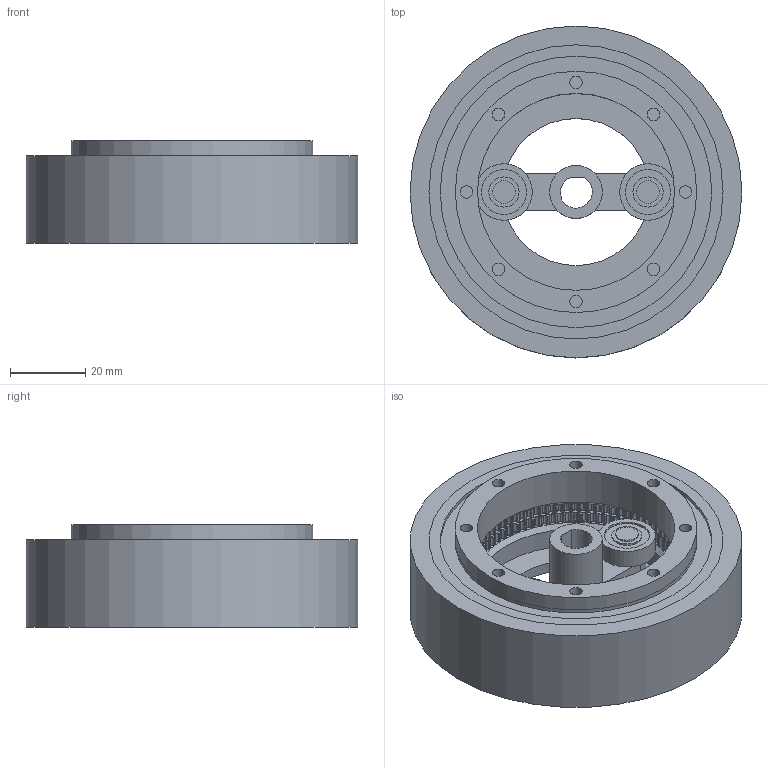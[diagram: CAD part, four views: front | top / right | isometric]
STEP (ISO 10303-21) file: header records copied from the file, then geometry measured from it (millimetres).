
FILE_DESCRIPTION(/* description */ (''),/* implementation_level */ '2;1');
FILE_NAME(/* name */ 'Harmonic_Drive.step',/* time_stamp */ '2023-06-20T21:35:01+02:00',/* author */ (''),/* organization */ (''),/* preprocessor_version */ 'ST-DEVELOPER v19.2',/* originating_system */ 'Autodesk Translation Framework v12.6.0.85',/* authorisation */ '');
FILE_SCHEMA (('AUTOMOTIVE_DESIGN { 1 0 10303 214 3 1 1 }'));
Length unit declared in the file: millimetre
Products named in the file (8): Harmonic_Drive V2; Circular Spline; Komponente4; 6812ZZ Rillenkugellager 60x78x10mm; Wave Generator; 696ZZ Kugellager 6x15x5mm; Case; Fixed Circular Spline
Assembly tree (8 placements, depth 3):
  Harmonic_Drive V2
    Circular Spline
      Komponente4
    6812ZZ Rillenkugellager 60x78x10mm
    Wave Generator
    696ZZ Kugellager 6x15x5mm  x2
    Case
      Fixed Circular Spline
Bounding box: 88 x 88 x 27.2 mm (x, y, z)
Volume: 85496.8 mm3; surface area: 51518.9 mm2
Topology: 168 solids, 168 shells, 1442 faces, 3225 edges, 2147 vertices
Faces by surface type: cylinder 1014, plane 426, cone 2
Full cylindrical faces by diameter (mm): 3.3 x8, 3.9 x1, 4.5 x4, 6 x4, 8 x4, 8.6 x2, 12 x4, 14 x1, 15 x2, 39 x1, 52.215 x2, 56.215 x3, 60 x1, 60.4 x2, 64 x3, 72 x2, 74 x1, 78 x2, 88 x1
Entity records: 41149 total; most frequent: DIRECTION 8149, CARTESIAN_POINT 6833, ORIENTED_EDGE 6414, AXIS2_PLACEMENT_3D 3498, EDGE_CURVE 3207, VERTEX_POINT 2135, CIRCLE 2051, EDGE_LOOP 1478
